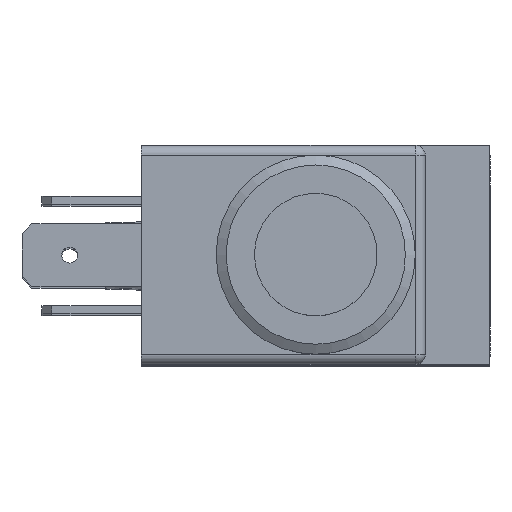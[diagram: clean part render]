
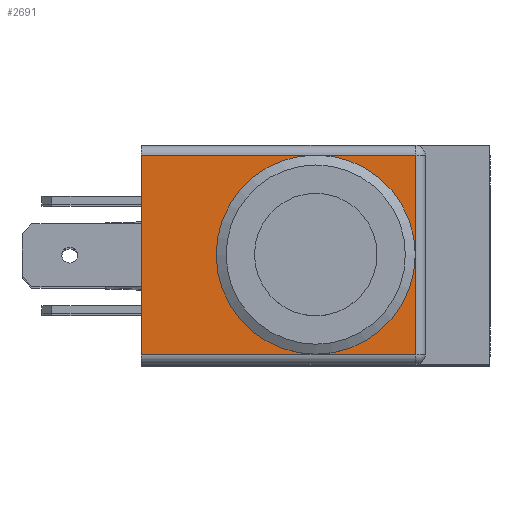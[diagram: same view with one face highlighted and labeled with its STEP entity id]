
A CAD part, top view. The second image highlights one B-rep face of the part: STEP entity #2691.
In plain terms, the highlighted planar face has unit normal (0, 0, 1).
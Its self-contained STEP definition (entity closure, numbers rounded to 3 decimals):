
#2454=CARTESIAN_POINT('',(-10.,10.0,30.));
#2455=VERTEX_POINT('',#2454);
#2489=CARTESIAN_POINT('',(10.,10.0,30.));
#2490=VERTEX_POINT('',#2489);
#2522=CARTESIAN_POINT('',(10.0,-17.5,30.));
#2523=VERTEX_POINT('',#2522);
#2540=CARTESIAN_POINT('',(10.,10.0,30.));
#2541=DIRECTION('',(0.0,-1.0,0.0));
#2542=VECTOR('',#2541,27.5);
#2543=LINE('',#2540,#2542);
#2544=EDGE_CURVE('',#2490,#2523,#2543,.T.);
#2584=CARTESIAN_POINT('',(-10.,10.0,30.));
#2585=DIRECTION('',(1.0,0.0,0.0));
#2586=VECTOR('',#2585,20.0);
#2587=LINE('',#2584,#2586);
#2588=EDGE_CURVE('',#2455,#2490,#2587,.T.);
#2622=CARTESIAN_POINT('',(-10.,-17.5,30.0));
#2623=VERTEX_POINT('',#2622);
#2631=CARTESIAN_POINT('',(-10.,-17.5,30.));
#2632=DIRECTION('',(0.0,1.0,0.0));
#2633=VECTOR('',#2632,27.5);
#2634=LINE('',#2631,#2633);
#2635=EDGE_CURVE('',#2623,#2455,#2634,.T.);
#2664=CARTESIAN_POINT('',(0.,-1.6,30.));
#2665=DIRECTION('',(0.0,0.0,1.0));
#2666=DIRECTION('',(1.0,0.0,0.0));
#2667=AXIS2_PLACEMENT_3D('',#2664,#2665,#2666);
#2668=PLANE('',#2667);
#2669=ORIENTED_EDGE('',*,*,#2544,.F.);
#2670=ORIENTED_EDGE('',*,*,#2588,.F.);
#2671=ORIENTED_EDGE('',*,*,#2635,.F.);
#2672=CARTESIAN_POINT('',(-10.,-17.5,30.0));
#2673=DIRECTION('',(1.0,0.0,0.0));
#2674=VECTOR('',#2673,20.);
#2675=LINE('',#2672,#2674);
#2676=EDGE_CURVE('',#2623,#2523,#2675,.T.);
#2677=ORIENTED_EDGE('',*,*,#2676,.T.);
#2678=EDGE_LOOP('',(#2669,#2670,#2671,#2677));
#2679=FACE_OUTER_BOUND('',#2678,.T.);
#2680=CARTESIAN_POINT('',(8.35,0.0,30.));
#2681=VERTEX_POINT('',#2680);
#2682=CARTESIAN_POINT('',(0.0,0.0,30.));
#2683=DIRECTION('',(0.0,0.0,-1.0));
#2684=DIRECTION('',(1.0,0.0,0.0));
#2685=AXIS2_PLACEMENT_3D('',#2682,#2683,#2684);
#2686=CIRCLE('',#2685,8.35);
#2687=EDGE_CURVE('',#2681,#2681,#2686,.T.);
#2688=ORIENTED_EDGE('',*,*,#2687,.T.);
#2689=EDGE_LOOP('',(#2688));
#2690=FACE_BOUND('',#2689,.T.);
#2691=ADVANCED_FACE('',(#2679,#2690),#2668,.T.);
